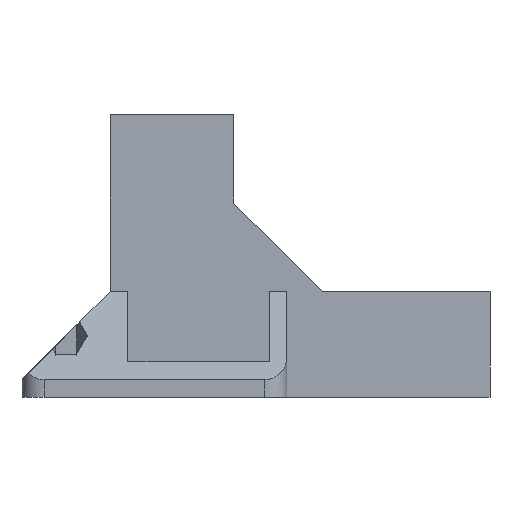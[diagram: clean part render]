
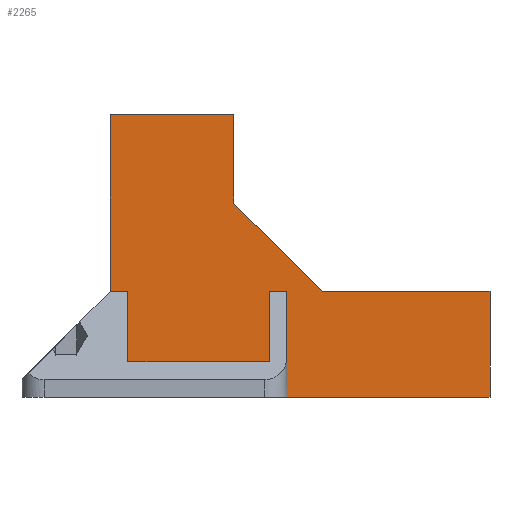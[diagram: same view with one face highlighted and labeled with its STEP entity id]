
A CAD part, left-side view. The second image highlights one B-rep face of the part: STEP entity #2265.
In plain terms, the highlighted planar face has unit normal (-1, 0, 0).
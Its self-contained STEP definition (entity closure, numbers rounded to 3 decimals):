
#135=FACE_OUTER_BOUND('',#257,.T.);
#257=EDGE_LOOP('',(#1586,#1587,#1588,#1589,#1590,#1591,#1592,#1593,#1594,
#1595,#1596,#1597,#1598));
#452=LINE('',#3343,#729);
#454=LINE('',#3347,#731);
#455=LINE('',#3349,#732);
#456=LINE('',#3351,#733);
#457=LINE('',#3353,#734);
#458=LINE('',#3355,#735);
#459=LINE('',#3357,#736);
#460=LINE('',#3359,#737);
#461=LINE('',#3361,#738);
#462=LINE('',#3363,#739);
#463=LINE('',#3365,#740);
#464=LINE('',#3367,#741);
#465=LINE('',#3368,#742);
#729=VECTOR('',#2687,10.);
#731=VECTOR('',#2691,10.);
#732=VECTOR('',#2692,10.);
#733=VECTOR('',#2693,10.);
#734=VECTOR('',#2694,10.);
#735=VECTOR('',#2695,10.);
#736=VECTOR('',#2696,10.);
#737=VECTOR('',#2697,10.);
#738=VECTOR('',#2698,10.);
#739=VECTOR('',#2699,10.);
#740=VECTOR('',#2700,10.);
#741=VECTOR('',#2701,10.);
#742=VECTOR('',#2702,10.);
#997=VERTEX_POINT('',#3340);
#998=VERTEX_POINT('',#3342);
#999=VERTEX_POINT('',#3346);
#1000=VERTEX_POINT('',#3348);
#1001=VERTEX_POINT('',#3350);
#1002=VERTEX_POINT('',#3352);
#1003=VERTEX_POINT('',#3354);
#1004=VERTEX_POINT('',#3356);
#1005=VERTEX_POINT('',#3358);
#1006=VERTEX_POINT('',#3360);
#1007=VERTEX_POINT('',#3362);
#1008=VERTEX_POINT('',#3364);
#1009=VERTEX_POINT('',#3366);
#1234=EDGE_CURVE('',#997,#998,#452,.T.);
#1236=EDGE_CURVE('',#997,#999,#454,.T.);
#1237=EDGE_CURVE('',#1000,#999,#455,.T.);
#1238=EDGE_CURVE('',#1001,#1000,#456,.T.);
#1239=EDGE_CURVE('',#1002,#1001,#457,.T.);
#1240=EDGE_CURVE('',#1003,#1002,#458,.T.);
#1241=EDGE_CURVE('',#1004,#1003,#459,.T.);
#1242=EDGE_CURVE('',#1004,#1005,#460,.T.);
#1243=EDGE_CURVE('',#1006,#1005,#461,.T.);
#1244=EDGE_CURVE('',#1007,#1006,#462,.T.);
#1245=EDGE_CURVE('',#1007,#1008,#463,.T.);
#1246=EDGE_CURVE('',#1008,#1009,#464,.T.);
#1247=EDGE_CURVE('',#998,#1009,#465,.T.);
#1586=ORIENTED_EDGE('',*,*,#1234,.F.);
#1587=ORIENTED_EDGE('',*,*,#1236,.T.);
#1588=ORIENTED_EDGE('',*,*,#1237,.F.);
#1589=ORIENTED_EDGE('',*,*,#1238,.F.);
#1590=ORIENTED_EDGE('',*,*,#1239,.F.);
#1591=ORIENTED_EDGE('',*,*,#1240,.F.);
#1592=ORIENTED_EDGE('',*,*,#1241,.F.);
#1593=ORIENTED_EDGE('',*,*,#1242,.T.);
#1594=ORIENTED_EDGE('',*,*,#1243,.F.);
#1595=ORIENTED_EDGE('',*,*,#1244,.F.);
#1596=ORIENTED_EDGE('',*,*,#1245,.T.);
#1597=ORIENTED_EDGE('',*,*,#1246,.T.);
#1598=ORIENTED_EDGE('',*,*,#1247,.F.);
#2165=PLANE('',#2413);
#2265=ADVANCED_FACE('',(#135),#2165,.T.);
#2413=AXIS2_PLACEMENT_3D('',#3345,#2689,#2690);
#2687=DIRECTION('',(0.,-0.707,-0.707));
#2689=DIRECTION('center_axis',(-1.,0.,0.));
#2690=DIRECTION('ref_axis',(0.,-1.,0.));
#2691=DIRECTION('',(0.,0.,1.));
#2692=DIRECTION('',(0.,-1.,0.));
#2693=DIRECTION('',(0.,0.,1.));
#2694=DIRECTION('',(0.,1.,0.));
#2695=DIRECTION('',(0.,0.,1.));
#2696=DIRECTION('',(0.,1.,0.));
#2697=DIRECTION('',(0.,0.,1.));
#2698=DIRECTION('',(0.,1.,0.));
#2699=DIRECTION('',(0.,0.,1.));
#2700=DIRECTION('',(0.,-1.,0.));
#2701=DIRECTION('',(0.,0.,1.));
#2702=DIRECTION('',(0.,-1.,0.));
#3340=CARTESIAN_POINT('',(20.,-48.,44.));
#3342=CARTESIAN_POINT('',(20.,-68.,24.));
#3343=CARTESIAN_POINT('',(20.,-67.,25.));
#3345=CARTESIAN_POINT('Origin',(20.,-60.,0.));
#3346=CARTESIAN_POINT('',(20.,-48.,64.));
#3347=CARTESIAN_POINT('',(20.,-48.,44.));
#3348=CARTESIAN_POINT('',(20.,-20.,64.));
#3349=CARTESIAN_POINT('',(20.,-27.,64.));
#3350=CARTESIAN_POINT('',(20.,-20.,24.));
#3351=CARTESIAN_POINT('',(20.,-20.,24.));
#3352=CARTESIAN_POINT('',(20.,-24.,24.));
#3353=CARTESIAN_POINT('',(20.,-36.5,24.));
#3354=CARTESIAN_POINT('',(20.,-24.,8.));
#3355=CARTESIAN_POINT('',(20.,-24.,8.));
#3356=CARTESIAN_POINT('',(20.,-56.,8.));
#3357=CARTESIAN_POINT('',(20.,-38.5,8.));
#3358=CARTESIAN_POINT('',(20.,-56.,24.));
#3359=CARTESIAN_POINT('',(20.,-56.,8.));
#3360=CARTESIAN_POINT('',(20.,-60.,24.));
#3361=CARTESIAN_POINT('',(20.,-36.5,24.));
#3362=CARTESIAN_POINT('',(20.,-60.,0.));
#3363=CARTESIAN_POINT('',(20.,-60.,0.));
#3364=CARTESIAN_POINT('',(20.,-106.,0.));
#3365=CARTESIAN_POINT('',(20.,0.,0.));
#3366=CARTESIAN_POINT('',(20.,-106.,24.));
#3367=CARTESIAN_POINT('',(20.,-106.,0.));
#3368=CARTESIAN_POINT('',(20.,-56.5,24.));
